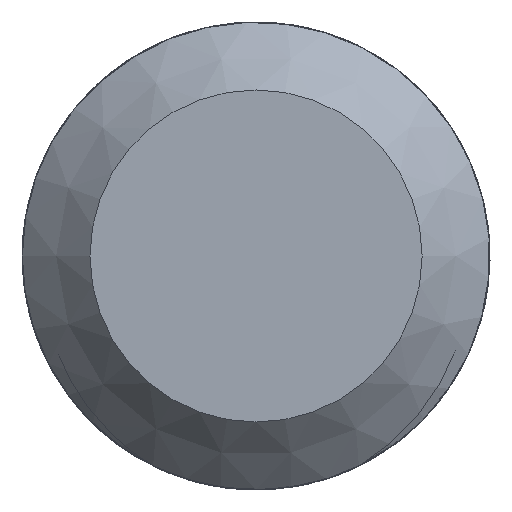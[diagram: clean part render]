
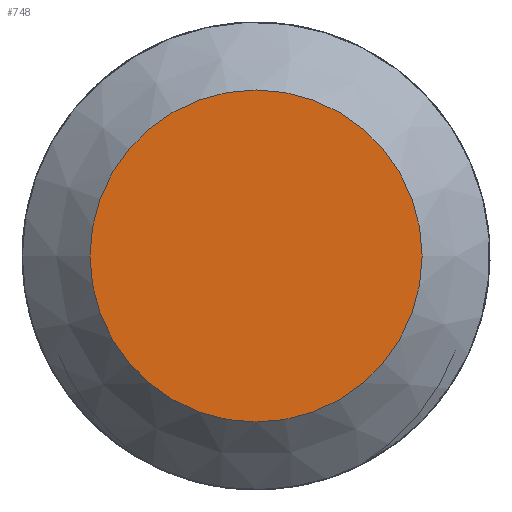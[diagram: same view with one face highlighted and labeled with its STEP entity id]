
A CAD part, front view. The second image highlights one B-rep face of the part: STEP entity #748.
In plain terms, the highlighted face is planar.
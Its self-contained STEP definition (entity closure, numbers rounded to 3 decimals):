
#40=PLANE('',#846);
#80=FACE_OUTER_BOUND('',#123,.T.);
#123=EDGE_LOOP('',(#663));
#145=CIRCLE('',#843,3.5);
#338=VERTEX_POINT('',#4072);
#447=EDGE_CURVE('',#338,#338,#145,.T.);
#663=ORIENTED_EDGE('',*,*,#447,.F.);
#748=ADVANCED_FACE('',(#80),#40,.F.);
#843=AXIS2_PLACEMENT_3D('',#4074,#993,#994);
#846=AXIS2_PLACEMENT_3D('',#4077,#999,#1000);
#993=DIRECTION('center_axis',(0.,-1.,0.));
#994=DIRECTION('ref_axis',(1.,0.,0.));
#999=DIRECTION('center_axis',(0.,-1.,0.));
#1000=DIRECTION('ref_axis',(1.,0.,0.));
#4072=CARTESIAN_POINT('',(-3.5,72.511,23.994));
#4074=CARTESIAN_POINT('Origin',(0.,72.511,23.994));
#4077=CARTESIAN_POINT('Origin',(0.,72.511,23.994));
